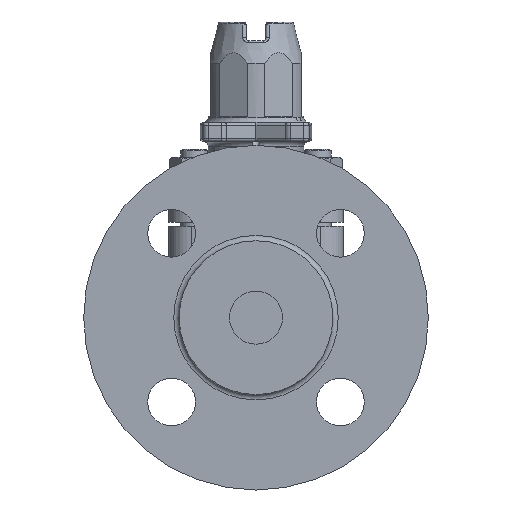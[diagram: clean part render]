
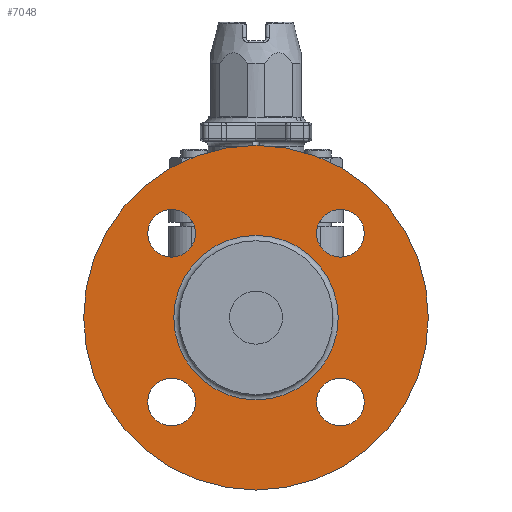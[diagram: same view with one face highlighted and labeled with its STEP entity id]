
A CAD part, left-side view. The second image highlights one B-rep face of the part: STEP entity #7048.
In plain terms, the highlighted planar face has unit normal (-1, 0, 0).
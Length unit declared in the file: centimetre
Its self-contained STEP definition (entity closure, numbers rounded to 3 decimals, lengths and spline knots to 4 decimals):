
#1213=PLANE('',#7816);
#1424=FACE_BOUND('',#2325,.T.);
#1425=FACE_BOUND('',#2326,.T.);
#1426=FACE_BOUND('',#2327,.T.);
#1427=FACE_BOUND('',#2328,.T.);
#1428=FACE_BOUND('',#2329,.T.);
#1784=FACE_OUTER_BOUND('',#2324,.T.);
#2324=EDGE_LOOP('',(#5825));
#2325=EDGE_LOOP('',(#5826));
#2326=EDGE_LOOP('',(#5827));
#2327=EDGE_LOOP('',(#5828));
#2328=EDGE_LOOP('',(#5829));
#2329=EDGE_LOOP('',(#5830));
#2856=CIRCLE('',#7815,3.1);
#2857=CIRCLE('',#7817,6.5);
#2858=CIRCLE('',#7818,0.9);
#2859=CIRCLE('',#7819,0.9);
#2860=CIRCLE('',#7820,0.9);
#2861=CIRCLE('',#7821,0.9);
#3342=VERTEX_POINT('',#12440);
#3343=VERTEX_POINT('',#12443);
#3344=VERTEX_POINT('',#12445);
#3345=VERTEX_POINT('',#12447);
#3346=VERTEX_POINT('',#12449);
#3347=VERTEX_POINT('',#12451);
#4217=EDGE_CURVE('',#3342,#3342,#2856,.T.);
#4218=EDGE_CURVE('',#3343,#3343,#2857,.T.);
#4219=EDGE_CURVE('',#3344,#3344,#2858,.T.);
#4220=EDGE_CURVE('',#3345,#3345,#2859,.T.);
#4221=EDGE_CURVE('',#3346,#3346,#2860,.T.);
#4222=EDGE_CURVE('',#3347,#3347,#2861,.T.);
#5825=ORIENTED_EDGE('',*,*,#4218,.F.);
#5826=ORIENTED_EDGE('',*,*,#4219,.T.);
#5827=ORIENTED_EDGE('',*,*,#4220,.T.);
#5828=ORIENTED_EDGE('',*,*,#4221,.T.);
#5829=ORIENTED_EDGE('',*,*,#4222,.T.);
#5830=ORIENTED_EDGE('',*,*,#4217,.F.);
#7048=ADVANCED_FACE('',(#1784,#1424,#1425,#1426,#1427,#1428),#1213,.F.);
#7815=AXIS2_PLACEMENT_3D('',#12441,#9486,#9487);
#7816=AXIS2_PLACEMENT_3D('',#12442,#9488,#9489);
#7817=AXIS2_PLACEMENT_3D('',#12444,#9490,#9491);
#7818=AXIS2_PLACEMENT_3D('',#12446,#9492,#9493);
#7819=AXIS2_PLACEMENT_3D('',#12448,#9494,#9495);
#7820=AXIS2_PLACEMENT_3D('',#12450,#9496,#9497);
#7821=AXIS2_PLACEMENT_3D('',#12452,#9498,#9499);
#9486=DIRECTION('center_axis',(-1.,0.,0.));
#9487=DIRECTION('ref_axis',(0.,0.,1.));
#9488=DIRECTION('center_axis',(1.,0.,0.));
#9489=DIRECTION('ref_axis',(0.,0.,-1.));
#9490=DIRECTION('center_axis',(1.,0.,0.));
#9491=DIRECTION('ref_axis',(0.,0.,1.));
#9492=DIRECTION('center_axis',(1.,0.,0.));
#9493=DIRECTION('ref_axis',(0.,0.,1.));
#9494=DIRECTION('center_axis',(1.,0.,0.));
#9495=DIRECTION('ref_axis',(0.,-1.,0.));
#9496=DIRECTION('center_axis',(1.,0.,0.));
#9497=DIRECTION('ref_axis',(0.,0.,-1.));
#9498=DIRECTION('center_axis',(1.,0.,0.));
#9499=DIRECTION('ref_axis',(0.,1.,0.));
#12440=CARTESIAN_POINT('',(-8.8858,0.0109,-3.1));
#12441=CARTESIAN_POINT('Origin',(-8.8858,0.0109,0.));
#12442=CARTESIAN_POINT('Origin',(-8.8858,0.0109,0.));
#12443=CARTESIAN_POINT('',(-8.8858,0.0109,-6.5));
#12444=CARTESIAN_POINT('Origin',(-8.8858,0.0109,0.));
#12445=CARTESIAN_POINT('',(-8.8858,3.1929,2.282));
#12446=CARTESIAN_POINT('Origin',(-8.8858,3.1929,3.182));
#12447=CARTESIAN_POINT('',(-8.8858,-2.2711,3.182));
#12448=CARTESIAN_POINT('Origin',(-8.8858,-3.1711,3.182));
#12449=CARTESIAN_POINT('',(-8.8858,-3.1711,-2.282));
#12450=CARTESIAN_POINT('Origin',(-8.8858,-3.1711,-3.182));
#12451=CARTESIAN_POINT('',(-8.8858,2.2929,-3.182));
#12452=CARTESIAN_POINT('Origin',(-8.8858,3.1929,-3.182));
